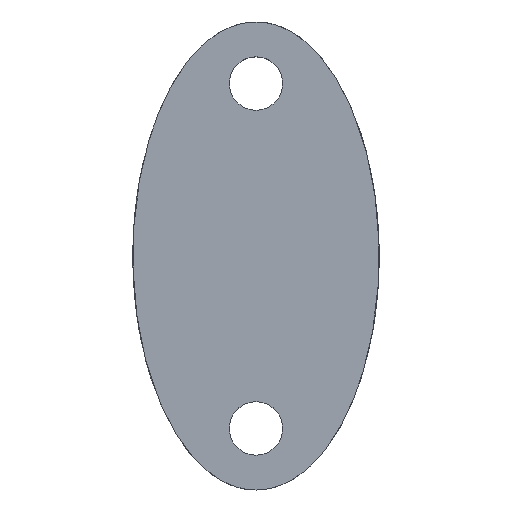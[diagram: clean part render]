
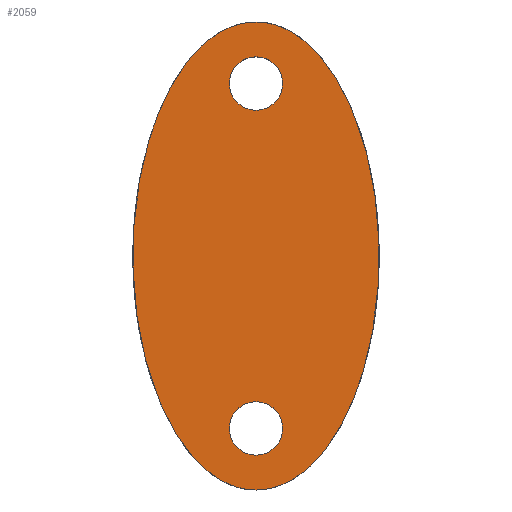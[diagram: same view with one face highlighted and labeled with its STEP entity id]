
A CAD part, top view. The second image highlights one B-rep face of the part: STEP entity #2059.
In plain terms, the highlighted planar face has unit normal (0, 0, 1).
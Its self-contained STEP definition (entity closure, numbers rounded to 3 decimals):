
#773=CARTESIAN_POINT('',(0.,-28.5,14.5));
#774=CARTESIAN_POINT('',(0.884,-28.5,14.5));
#775=CARTESIAN_POINT('',(2.718,-28.202,14.5));
#776=CARTESIAN_POINT('',(5.538,-26.689,14.5));
#777=CARTESIAN_POINT('',(8.257,-24.035,14.5));
#778=CARTESIAN_POINT('',(10.683,-20.298,14.5));
#779=CARTESIAN_POINT('',(12.65,-15.688,14.5));
#780=CARTESIAN_POINT('',(13.814,-11.384,14.5));
#781=CARTESIAN_POINT('',(14.445,-7.843,14.5));
#782=CARTESIAN_POINT('',(14.773,-5.18,14.5));
#783=CARTESIAN_POINT('',(14.93,-2.989,14.5));
#784=CARTESIAN_POINT('',(14.99,-1.266,14.5));
#785=CARTESIAN_POINT('',(15.005,0.,14.5));
#786=CARTESIAN_POINT('',(14.99,1.266,14.5));
#787=CARTESIAN_POINT('',(14.93,2.989,14.5));
#788=CARTESIAN_POINT('',(14.773,5.18,14.5));
#789=CARTESIAN_POINT('',(14.445,7.843,14.5));
#790=CARTESIAN_POINT('',(13.814,11.384,14.5));
#791=CARTESIAN_POINT('',(12.65,15.688,14.5));
#792=CARTESIAN_POINT('',(10.683,20.298,14.5));
#793=CARTESIAN_POINT('',(8.257,24.035,14.5));
#794=CARTESIAN_POINT('',(5.538,26.689,14.5));
#795=CARTESIAN_POINT('',(2.718,28.202,14.5));
#796=CARTESIAN_POINT('',(0.884,28.5,14.5));
#797=CARTESIAN_POINT('',(0.,28.5,14.5));
#1216=CARTESIAN_POINT('',(0.,21.,14.5));
#1217=DIRECTION('',(0.,0.,1.));
#1218=DIRECTION('',(0.,1.,0.));
#1219=AXIS2_PLACEMENT_3D('',#1216,#1217,#1218);
#1224=CARTESIAN_POINT('',(0.,21.,14.5));
#1225=DIRECTION('',(0.,0.,1.));
#1226=DIRECTION('',(0.,-1.,0.));
#1227=AXIS2_PLACEMENT_3D('',#1224,#1225,#1226);
#1232=CARTESIAN_POINT('',(0.,-21.,14.5));
#1233=DIRECTION('',(0.,0.,1.));
#1234=DIRECTION('',(0.,1.,0.));
#1235=AXIS2_PLACEMENT_3D('',#1232,#1233,#1234);
#1240=CARTESIAN_POINT('',(0.,-21.,14.5));
#1241=DIRECTION('',(0.,0.,1.));
#1242=DIRECTION('',(0.,-1.,0.));
#1243=AXIS2_PLACEMENT_3D('',#1240,#1241,#1242);
#1248=CARTESIAN_POINT('',(0.,28.5,14.5));
#1249=CARTESIAN_POINT('',(-0.884,28.5,14.5));
#1250=CARTESIAN_POINT('',(-2.718,28.202,14.5));
#1251=CARTESIAN_POINT('',(-5.538,26.689,14.5));
#1252=CARTESIAN_POINT('',(-8.257,24.035,14.5));
#1253=CARTESIAN_POINT('',(-10.683,20.298,14.5));
#1254=CARTESIAN_POINT('',(-12.65,15.688,14.5));
#1255=CARTESIAN_POINT('',(-13.814,11.384,14.5));
#1256=CARTESIAN_POINT('',(-14.445,7.843,14.5));
#1257=CARTESIAN_POINT('',(-14.773,5.18,14.5));
#1258=CARTESIAN_POINT('',(-14.93,2.989,14.5));
#1259=CARTESIAN_POINT('',(-14.99,1.266,14.5));
#1260=CARTESIAN_POINT('',(-15.005,0.,14.5));
#1261=CARTESIAN_POINT('',(-14.99,-1.266,14.5));
#1262=CARTESIAN_POINT('',(-14.93,-2.989,14.5));
#1263=CARTESIAN_POINT('',(-14.773,-5.18,14.5));
#1264=CARTESIAN_POINT('',(-14.445,-7.843,14.5));
#1265=CARTESIAN_POINT('',(-13.814,-11.384,14.5));
#1266=CARTESIAN_POINT('',(-12.65,-15.688,14.5));
#1267=CARTESIAN_POINT('',(-10.683,-20.298,14.5));
#1268=CARTESIAN_POINT('',(-8.257,-24.035,14.5));
#1269=CARTESIAN_POINT('',(-5.538,-26.689,14.5));
#1270=CARTESIAN_POINT('',(-2.718,-28.202,14.5));
#1271=CARTESIAN_POINT('',(-0.884,-28.5,14.5));
#1272=CARTESIAN_POINT('',(0.,-28.5,14.5));
#1545=VERTEX_POINT('',#1248);
#1546=VERTEX_POINT('',#1272);
#1547=CARTESIAN_POINT('',(0.,24.25,14.5));
#1548=CARTESIAN_POINT('',(0.,17.75,14.5));
#1549=VERTEX_POINT('',#1547);
#1550=VERTEX_POINT('',#1548);
#1551=CARTESIAN_POINT('',(0.,-17.75,14.5));
#1552=CARTESIAN_POINT('',(0.,-24.25,14.5));
#1553=VERTEX_POINT('',#1551);
#1554=VERTEX_POINT('',#1552);
#2037=CARTESIAN_POINT('',(0.,0.,14.5));
#2038=DIRECTION('',(0.,0.,1.));
#2039=DIRECTION('',(-1.,0.,0.));
#2040=AXIS2_PLACEMENT_3D('',#2037,#2038,#2039);
#2041=PLANE('',#2040);
#2042=ORIENTED_EDGE('',*,*,#1833,.F.);
#2044=ORIENTED_EDGE('',*,*,#2043,.F.);
#2045=EDGE_LOOP('',(#2042,#2044));
#2046=FACE_OUTER_BOUND('',#2045,.F.);
#2048=ORIENTED_EDGE('',*,*,#2047,.T.);
#2050=ORIENTED_EDGE('',*,*,#2049,.T.);
#2051=EDGE_LOOP('',(#2048,#2050));
#2052=FACE_BOUND('',#2051,.F.);
#2054=ORIENTED_EDGE('',*,*,#2053,.T.);
#2056=ORIENTED_EDGE('',*,*,#2055,.T.);
#2057=EDGE_LOOP('',(#2054,#2056));
#2058=FACE_BOUND('',#2057,.F.);
#798=B_SPLINE_CURVE_WITH_KNOTS('',3,(#773,#774,#775,#776,#777,#778,#779,#780,
#781,#782,#783,#784,#785,#786,#787,#788,#789,#790,#791,#792,#793,#794,#795,#796,
#797),.UNSPECIFIED.,.F.,.F.,(4,1,1,1,1,1,1,1,1,1,1,1,1,1,1,1,1,1,1,1,1,1,4),(
0.,0.063,0.125,0.188,0.25,0.313,0.375,0.406,0.438,
0.469,0.484,0.5,0.516,0.531,0.563,0.594,0.625,
0.688,0.75,0.813,0.875,0.938,1.),.UNSPECIFIED.);
#1220=CIRCLE('',#1219,3.25);
#1228=CIRCLE('',#1227,3.25);
#1236=CIRCLE('',#1235,3.25);
#1244=CIRCLE('',#1243,3.25);
#1273=B_SPLINE_CURVE_WITH_KNOTS('',3,(#1248,#1249,#1250,#1251,#1252,#1253,#1254,
#1255,#1256,#1257,#1258,#1259,#1260,#1261,#1262,#1263,#1264,#1265,#1266,#1267,
#1268,#1269,#1270,#1271,#1272),.UNSPECIFIED.,.F.,.F.,(4,1,1,1,1,1,1,1,1,1,1,1,1,
1,1,1,1,1,1,1,1,1,4),(0.,0.063,0.125,0.188,0.25,0.313,0.375,
0.406,0.438,0.469,0.484,0.5,0.516,0.531,0.563,
0.594,0.625,0.688,0.75,0.813,0.875,0.938,1.),
.UNSPECIFIED.);
#1833=EDGE_CURVE('',#1546,#1545,#798,.T.);
#2043=EDGE_CURVE('',#1545,#1546,#1273,.T.);
#2047=EDGE_CURVE('',#1549,#1550,#1220,.T.);
#2049=EDGE_CURVE('',#1550,#1549,#1228,.T.);
#2053=EDGE_CURVE('',#1553,#1554,#1236,.T.);
#2055=EDGE_CURVE('',#1554,#1553,#1244,.T.);
#2059=ADVANCED_FACE('',(#2046,#2052,#2058),#2041,.T.);
